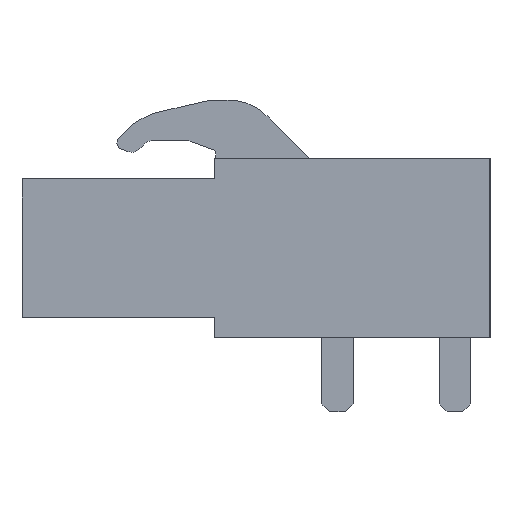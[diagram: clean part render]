
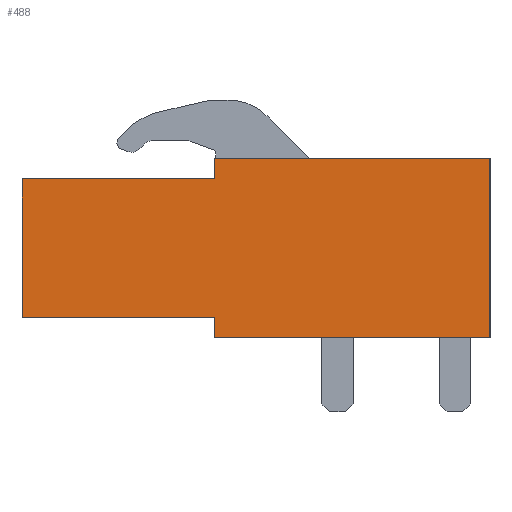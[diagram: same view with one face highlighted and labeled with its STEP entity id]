
A CAD part, left-side view. The second image highlights one B-rep face of the part: STEP entity #488.
In plain terms, the highlighted planar face has unit normal (-1, 0, 0).
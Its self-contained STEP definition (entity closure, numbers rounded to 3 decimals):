
#438=AXIS2_PLACEMENT_3D('Plane Axis2P3D',#435,#436,#437) ;
#40=CARTESIAN_POINT('Vertex',(0.,0.,3.2)) ;
#56=CARTESIAN_POINT('Vertex',(0.,0.,10.95)) ;
#59=CARTESIAN_POINT('Line Origine',(0.,0.,7.075)) ;
#89=CARTESIAN_POINT('Vertex',(0.,20.25,4.075)) ;
#92=CARTESIAN_POINT('Line Origine',(0.,20.25,7.075)) ;
#96=CARTESIAN_POINT('Vertex',(0.,20.25,10.075)) ;
#435=CARTESIAN_POINT('Axis2P3D Location',(0.,0.,3.2)) ;
#440=CARTESIAN_POINT('Line Origine',(0.,16.075,4.075)) ;
#444=CARTESIAN_POINT('Vertex',(0.,11.9,4.075)) ;
#447=CARTESIAN_POINT('Line Origine',(0.,11.9,3.638)) ;
#451=CARTESIAN_POINT('Vertex',(0.,11.9,3.2)) ;
#454=CARTESIAN_POINT('Line Origine',(0.,5.95,3.2)) ;
#459=CARTESIAN_POINT('Line Origine',(0.,5.95,10.95)) ;
#463=CARTESIAN_POINT('Vertex',(0.,11.9,10.95)) ;
#466=CARTESIAN_POINT('Line Origine',(0.,11.9,10.513)) ;
#470=CARTESIAN_POINT('Vertex',(0.,11.9,10.075)) ;
#473=CARTESIAN_POINT('Line Origine',(0.,16.075,10.075)) ;
#60=DIRECTION('Vector Direction',(0.,0.,1.)) ;
#93=DIRECTION('Vector Direction',(0.,0.,1.)) ;
#436=DIRECTION('Axis2P3D Direction',(-1.,0.,0.)) ;
#437=DIRECTION('Axis2P3D XDirection',(0.,0.,1.)) ;
#441=DIRECTION('Vector Direction',(0.,1.,0.)) ;
#448=DIRECTION('Vector Direction',(0.,0.,1.)) ;
#455=DIRECTION('Vector Direction',(0.,1.,0.)) ;
#460=DIRECTION('Vector Direction',(0.,1.,0.)) ;
#467=DIRECTION('Vector Direction',(0.,0.,-1.)) ;
#474=DIRECTION('Vector Direction',(0.,1.,0.)) ;
#61=VECTOR('Line Direction',#60,1.) ;
#94=VECTOR('Line Direction',#93,1.) ;
#442=VECTOR('Line Direction',#441,1.) ;
#449=VECTOR('Line Direction',#448,1.) ;
#456=VECTOR('Line Direction',#455,1.) ;
#461=VECTOR('Line Direction',#460,1.) ;
#468=VECTOR('Line Direction',#467,1.) ;
#475=VECTOR('Line Direction',#474,1.) ;
#479=ORIENTED_EDGE('',*,*,#446,.F.) ;
#480=ORIENTED_EDGE('',*,*,#453,.F.) ;
#481=ORIENTED_EDGE('',*,*,#458,.F.) ;
#482=ORIENTED_EDGE('',*,*,#63,.F.) ;
#483=ORIENTED_EDGE('',*,*,#465,.T.) ;
#484=ORIENTED_EDGE('',*,*,#472,.F.) ;
#485=ORIENTED_EDGE('',*,*,#477,.F.) ;
#486=ORIENTED_EDGE('',*,*,#98,.T.) ;
#488=ADVANCED_FACE('BLL 5.08/18/90 3.2 SN OR 1648470000',(#487),#439,.T.) ;
#63=EDGE_CURVE('',#57,#41,#62,.F.) ;
#98=EDGE_CURVE('',#97,#90,#95,.F.) ;
#446=EDGE_CURVE('',#445,#90,#443,.T.) ;
#453=EDGE_CURVE('',#452,#445,#450,.T.) ;
#458=EDGE_CURVE('',#41,#452,#457,.T.) ;
#465=EDGE_CURVE('',#57,#464,#462,.T.) ;
#472=EDGE_CURVE('',#471,#464,#469,.F.) ;
#477=EDGE_CURVE('',#97,#471,#476,.F.) ;
#478=EDGE_LOOP('',(#479,#480,#481,#482,#483,#484,#485,#486)) ;
#487=FACE_OUTER_BOUND('',#478,.T.) ;
#62=LINE('Line',#59,#61) ;
#95=LINE('Line',#92,#94) ;
#443=LINE('Line',#440,#442) ;
#450=LINE('Line',#447,#449) ;
#457=LINE('Line',#454,#456) ;
#462=LINE('Line',#459,#461) ;
#469=LINE('Line',#466,#468) ;
#476=LINE('Line',#473,#475) ;
#439=PLANE('',#438) ;
#41=VERTEX_POINT('',#40) ;
#57=VERTEX_POINT('',#56) ;
#90=VERTEX_POINT('',#89) ;
#97=VERTEX_POINT('',#96) ;
#445=VERTEX_POINT('',#444) ;
#452=VERTEX_POINT('',#451) ;
#464=VERTEX_POINT('',#463) ;
#471=VERTEX_POINT('',#470) ;
